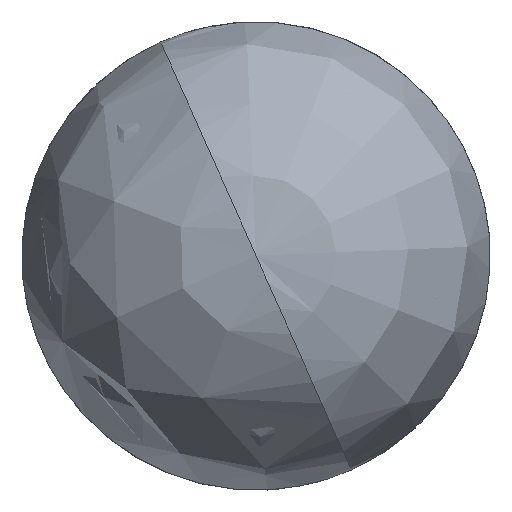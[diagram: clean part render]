
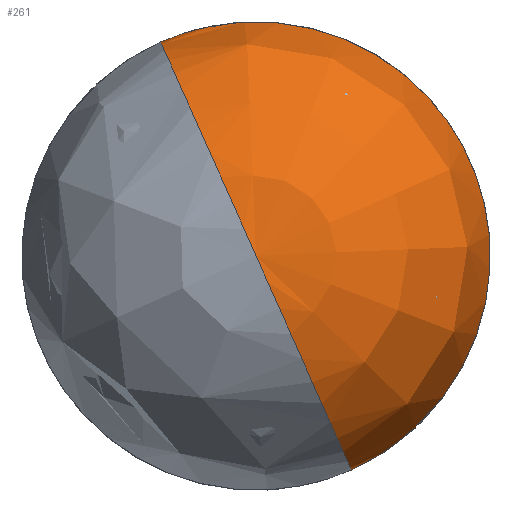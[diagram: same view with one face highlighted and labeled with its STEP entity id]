
A CAD part, top view. The second image highlights one B-rep face of the part: STEP entity #261.
In plain terms, the highlighted free-form (B-spline) face has degree [2, 3] with [5, 5] control points.
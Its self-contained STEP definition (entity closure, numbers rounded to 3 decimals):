
#261=ADVANCED_FACE('',(#359),#1788,.T.);
#359=FACE_OUTER_BOUND('',#462,.T.);
#462=EDGE_LOOP('',(#852,#853,#854));
#852=ORIENTED_EDGE('',*,*,#1157,.T.);
#853=ORIENTED_EDGE('',*,*,#1158,.T.);
#854=ORIENTED_EDGE('',*,*,#1159,.F.);
#1157=EDGE_CURVE('',#1692,#1691,#1472,.T.);
#1158=EDGE_CURVE('',#1691,#1690,#1296,.T.);
#1159=EDGE_CURVE('',#1692,#1690,#1297,.T.);
#1296=B_SPLINE_CURVE_WITH_KNOTS('',3,(#5944,#5945,#5946,#5947,#5948),
 .UNSPECIFIED.,.F.,.F.,(4,1,4),(0.,147.996,276.771),
 .UNSPECIFIED.);
#1297=B_SPLINE_CURVE_WITH_KNOTS('',3,(#5949,#5950,#5951,#5952,#5953),
 .UNSPECIFIED.,.F.,.F.,(4,1,4),(0.,147.996,276.771),
 .UNSPECIFIED.);
#1472=(
BOUNDED_CURVE()
B_SPLINE_CURVE(2,(#5939,#5940,#5941,#5942,#5943),.UNSPECIFIED.,.F.,.F.)
B_SPLINE_CURVE_WITH_KNOTS((3,2,3),(581.182,871.773,1162.364),
 .UNSPECIFIED.)
CURVE()
GEOMETRIC_REPRESENTATION_ITEM()
RATIONAL_B_SPLINE_CURVE((1.,0.707,1.,0.707,1.))
REPRESENTATION_ITEM('')
);
#1690=VERTEX_POINT('',#5931);
#1691=VERTEX_POINT('',#5932);
#1692=VERTEX_POINT('',#5933);
#1788=(
BOUNDED_SURFACE()
B_SPLINE_SURFACE(2,3,((#5906,#5907,#5908,#5909,#5910),(#5911,#5912,#5913,
#5914,#5915),(#5916,#5917,#5918,#5919,#5920),(#5921,#5922,#5923,#5924,#5925),
(#5926,#5927,#5928,#5929,#5930)),.UNSPECIFIED.,.F.,.F.,.F.)
B_SPLINE_SURFACE_WITH_KNOTS((3,2,3),(4,1,4),(581.182,871.773,
1162.364),(0.,147.996,276.771),.UNSPECIFIED.)
GEOMETRIC_REPRESENTATION_ITEM()
RATIONAL_B_SPLINE_SURFACE(((1.,1.,1.,1.,1.),(0.707,0.707,
0.707,0.707,0.707),(1.,1.,1.,1.,1.),
(0.707,0.707,0.707,0.707,
0.707),(1.,1.,1.,1.,1.)))
REPRESENTATION_ITEM('')
SURFACE()
);
#5906=CARTESIAN_POINT('',(-184.996,0.,160.337));
#5907=CARTESIAN_POINT('',(-184.99,0.,213.496));
#5908=CARTESIAN_POINT('',(-136.576,0.,301.874));
#5909=CARTESIAN_POINT('',(-42.591,0.,323.989));
#5910=CARTESIAN_POINT('',(0.,0.,323.989));
#5911=CARTESIAN_POINT('',(-184.996,-184.996,160.337));
#5912=CARTESIAN_POINT('',(-184.99,-184.99,213.496));
#5913=CARTESIAN_POINT('',(-136.576,-136.576,301.874));
#5914=CARTESIAN_POINT('',(-42.591,-42.591,323.989));
#5915=CARTESIAN_POINT('',(0.,0.,323.989));
#5916=CARTESIAN_POINT('',(0.,-184.996,160.337));
#5917=CARTESIAN_POINT('',(0.,-184.99,213.496));
#5918=CARTESIAN_POINT('',(0.,-136.576,301.874));
#5919=CARTESIAN_POINT('',(0.,-42.591,323.989));
#5920=CARTESIAN_POINT('',(0.,0.,323.989));
#5921=CARTESIAN_POINT('',(184.996,-184.996,160.337));
#5922=CARTESIAN_POINT('',(184.99,-184.99,213.496));
#5923=CARTESIAN_POINT('',(136.576,-136.576,301.874));
#5924=CARTESIAN_POINT('',(42.591,-42.591,323.989));
#5925=CARTESIAN_POINT('',(0.,0.,323.989));
#5926=CARTESIAN_POINT('',(184.996,0.,160.337));
#5927=CARTESIAN_POINT('',(184.99,0.,213.496));
#5928=CARTESIAN_POINT('',(136.576,0.,301.874));
#5929=CARTESIAN_POINT('',(42.591,0.,323.989));
#5930=CARTESIAN_POINT('',(0.,0.,323.989));
#5931=CARTESIAN_POINT('',(0.,0.,323.989));
#5932=CARTESIAN_POINT('',(184.996,0.,160.337));
#5933=CARTESIAN_POINT('',(-184.996,0.,160.337));
#5939=CARTESIAN_POINT('',(-184.996,0.,160.337));
#5940=CARTESIAN_POINT('',(-184.996,-184.996,160.337));
#5941=CARTESIAN_POINT('',(0.,-184.996,160.337));
#5942=CARTESIAN_POINT('',(184.996,-184.996,160.337));
#5943=CARTESIAN_POINT('',(184.996,0.,160.337));
#5944=CARTESIAN_POINT('',(184.996,0.,160.337));
#5945=CARTESIAN_POINT('',(184.99,0.,213.496));
#5946=CARTESIAN_POINT('',(136.576,0.,301.874));
#5947=CARTESIAN_POINT('',(42.591,0.,323.989));
#5948=CARTESIAN_POINT('',(0.,0.,323.989));
#5949=CARTESIAN_POINT('',(-184.996,0.,160.337));
#5950=CARTESIAN_POINT('',(-184.99,0.,213.496));
#5951=CARTESIAN_POINT('',(-136.576,0.,301.874));
#5952=CARTESIAN_POINT('',(-42.591,0.,323.989));
#5953=CARTESIAN_POINT('',(0.,0.,323.989));
